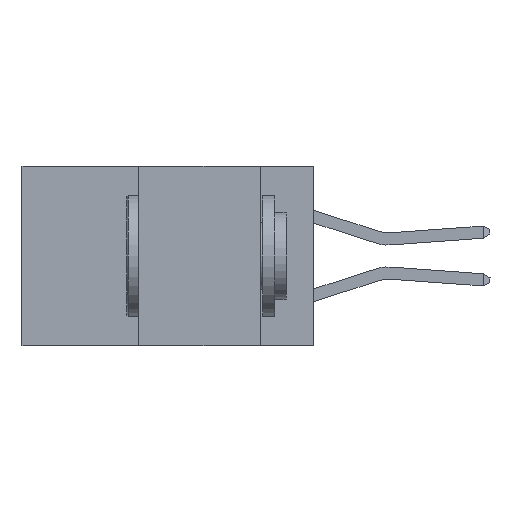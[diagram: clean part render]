
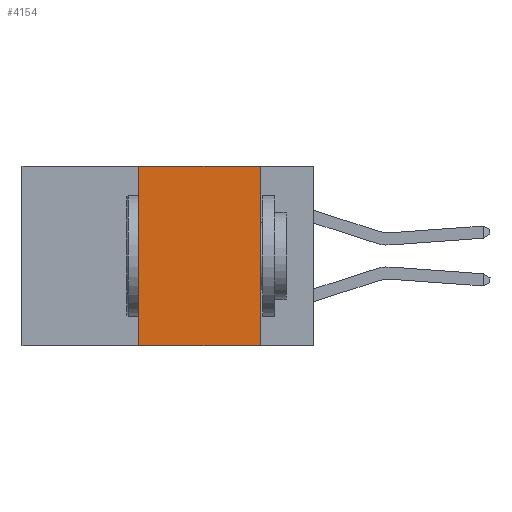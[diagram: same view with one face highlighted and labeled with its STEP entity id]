
A CAD part, left-side view. The second image highlights one B-rep face of the part: STEP entity #4154.
In plain terms, the highlighted planar face has unit normal (-1, 0, 0).
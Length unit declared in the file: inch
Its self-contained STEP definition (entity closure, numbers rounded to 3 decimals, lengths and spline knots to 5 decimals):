
#147 = VECTOR ( 'NONE', #21296, 39.37008 ) ;
#326 = CARTESIAN_POINT ( 'NONE',  ( 0., 0.36, 0. ) ) ;
#705 = CARTESIAN_POINT ( 'NONE',  ( 0., 0.11, 0. ) ) ;
#781 = PLANE ( 'NONE',  #3119 ) ;
#2204 = VERTEX_POINT ( 'NONE', #3087 ) ;
#3087 = CARTESIAN_POINT ( 'NONE',  ( 0., 0.11, -0.37 ) ) ;
#3119 = AXIS2_PLACEMENT_3D ( 'NONE', #19729, #5499, #7903 ) ;
#3967 = VERTEX_POINT ( 'NONE', #20765 ) ;
#4154 = ADVANCED_FACE ( 'NONE', ( #22401 ), #781, .F. ) ;
#4524 = LINE ( 'NONE', #9587, #147 ) ;
#5499 = DIRECTION ( 'NONE',  ( 1., 0., 0. ) ) ;
#7343 = VECTOR ( 'NONE', #19360, 39.37008 ) ;
#7779 = EDGE_LOOP ( 'NONE', ( #17782, #21646, #22815, #26798 ) ) ;
#7903 = DIRECTION ( 'NONE',  ( 0., 0., -1. ) ) ;
#9012 = VECTOR ( 'NONE', #15058, 39.37008 ) ;
#9587 = CARTESIAN_POINT ( 'NONE',  ( 0., 0.6, 0. ) ) ;
#11595 = EDGE_CURVE ( 'NONE', #17567, #2204, #17908, .T. ) ;
#11596 = DIRECTION ( 'NONE',  ( 0., 0., 1. ) ) ;
#15058 = DIRECTION ( 'NONE',  ( 0., 0., -1. ) ) ;
#15356 = EDGE_CURVE ( 'NONE', #27111, #17567, #4524, .T. ) ;
#17134 = CARTESIAN_POINT ( 'NONE',  ( 0., 0.11, 0. ) ) ;
#17183 = CARTESIAN_POINT ( 'NONE',  ( 0., 0.6, -0.37 ) ) ;
#17567 = VERTEX_POINT ( 'NONE', #705 ) ;
#17782 = ORIENTED_EDGE ( 'NONE', *, *, #11595, .F. ) ;
#17908 = LINE ( 'NONE', #17134, #9012 ) ;
#19194 = LINE ( 'NONE', #326, #20682 ) ;
#19360 = DIRECTION ( 'NONE',  ( 0., -1., 0. ) ) ;
#19729 = CARTESIAN_POINT ( 'NONE',  ( 0., 0.6, 0. ) ) ;
#20682 = VECTOR ( 'NONE', #11596, 39.37008 ) ;
#20765 = CARTESIAN_POINT ( 'NONE',  ( 0., 0.36, -0.37 ) ) ;
#21296 = DIRECTION ( 'NONE',  ( 0., -1., 0. ) ) ;
#21646 = ORIENTED_EDGE ( 'NONE', *, *, #15356, .F. ) ;
#21902 = CARTESIAN_POINT ( 'NONE',  ( 0., 0.36, 0. ) ) ;
#21981 = EDGE_CURVE ( 'NONE', #3967, #27111, #19194, .T. ) ;
#22401 = FACE_OUTER_BOUND ( 'NONE', #7779, .T. ) ;
#22815 = ORIENTED_EDGE ( 'NONE', *, *, #21981, .F. ) ;
#26634 = LINE ( 'NONE', #17183, #7343 ) ;
#26798 = ORIENTED_EDGE ( 'NONE', *, *, #28034, .T. ) ;
#27111 = VERTEX_POINT ( 'NONE', #21902 ) ;
#28034 = EDGE_CURVE ( 'NONE', #3967, #2204, #26634, .T. ) ;
